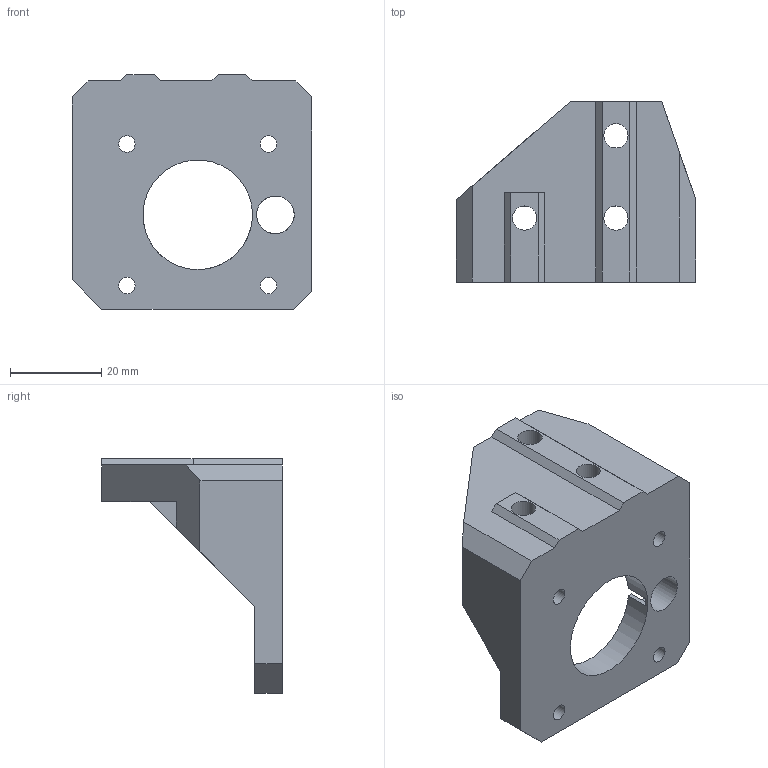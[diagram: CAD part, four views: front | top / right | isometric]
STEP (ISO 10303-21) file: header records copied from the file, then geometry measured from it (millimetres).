
FILE_DESCRIPTION(/* description */ (''),/* implementation_level */ '2;1');
FILE_NAME(/* name */ 'z_motor_mount_left.stp',/* time_stamp */ '2017-09-21T18:27:32+02:00',/* author */ (''),/* organization */ (''),/* preprocessor_version */ 'ST-DEVELOPER v16.13',/* originating_system */ 'Autodesk Translation Framework v6.1.1.50',/* authorisation */ '');
FILE_SCHEMA (('AUTOMOTIVE_DESIGN { 1 0 10303 214 3 1 1 }'));
Length unit declared in the file: millimetre
Products named in the file (1): z_motor_mount(Mirror)
Bounding box: 52.5 x 39.5 x 51.4 mm (x, y, z)
Volume: 25045.2 mm3; surface area: 10739.8 mm2
Topology: 1 solids, 1 shells, 45 faces, 124 edges, 82 vertices
Faces by surface type: plane 33, cylinder 12
Full cylindrical faces by diameter (mm): 3.6 x4, 5.3 x3, 8.25 x1, 10.7 x3, 24 x1
Entity records: 1435 total; most frequent: CARTESIAN_POINT 240, DIRECTION 232, ORIENTED_EDGE 224, EDGE_CURVE 112, LINE 84, VECTOR 84, VERTEX_POINT 82, EDGE_LOOP 76
